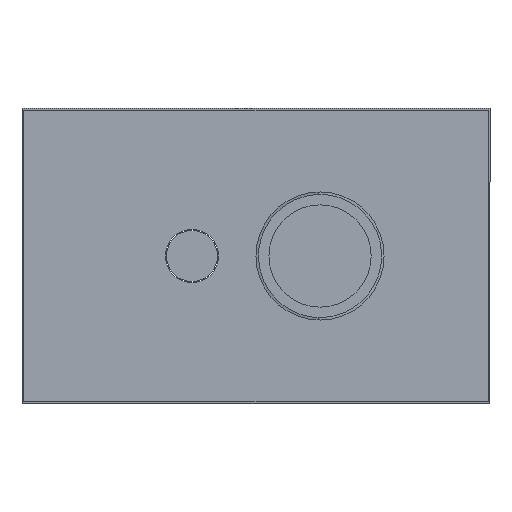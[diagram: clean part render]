
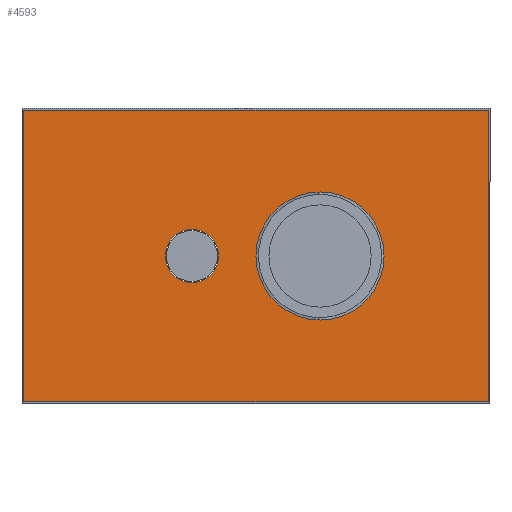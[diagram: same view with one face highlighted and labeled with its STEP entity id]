
A CAD part, left-side view. The second image highlights one B-rep face of the part: STEP entity #4593.
In plain terms, the highlighted face is planar.
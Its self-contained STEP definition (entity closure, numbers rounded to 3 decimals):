
#7 = DIRECTION ( 'NONE',  ( -1., 0., 0. ) ) ;
#29 = DIRECTION ( 'NONE',  ( 1., 0., 0. ) ) ;
#62 = DIRECTION ( 'NONE',  ( -1., 0., 0. ) ) ;
#238 = AXIS2_PLACEMENT_3D ( 'NONE', #1771, #5776, #2660 ) ;
#342 = CARTESIAN_POINT ( 'NONE',  ( 59.2, 94.2, 8.2 ) ) ;
#355 = DIRECTION ( 'NONE',  ( 0., -1., 0. ) ) ;
#367 = EDGE_LOOP ( 'NONE', ( #4322, #2009, #3586, #1568 ) ) ;
#494 = VERTEX_POINT ( 'NONE', #1719 ) ;
#781 = ORIENTED_EDGE ( 'NONE', *, *, #2839, .F. ) ;
#786 = EDGE_LOOP ( 'NONE', ( #1693, #4826 ) ) ;
#865 = VERTEX_POINT ( 'NONE', #342 ) ;
#1100 = DIRECTION ( 'NONE',  ( -1., 0., 0. ) ) ;
#1110 = CIRCLE ( 'NONE', #1253, 26. ) ;
#1253 = AXIS2_PLACEMENT_3D ( 'NONE', #1879, #4529, #62 ) ;
#1471 = VECTOR ( 'NONE', #29, 1000. ) ;
#1505 = FACE_BOUND ( 'NONE', #786, .T. ) ;
#1568 = ORIENTED_EDGE ( 'NONE', *, *, #5088, .T. ) ;
#1693 = ORIENTED_EDGE ( 'NONE', *, *, #5420, .F. ) ;
#1719 = CARTESIAN_POINT ( 'NONE',  ( 10.75, 26., 8.2 ) ) ;
#1735 = CIRCLE ( 'NONE', #3858, 10.75 ) ;
#1771 = CARTESIAN_POINT ( 'NONE',  ( 0., 26., 8.2 ) ) ;
#1790 = FACE_BOUND ( 'NONE', #2388, .T. ) ;
#1848 = CIRCLE ( 'NONE', #238, 10.75 ) ;
#1879 = CARTESIAN_POINT ( 'NONE',  ( 0., -26., 8.2 ) ) ;
#1890 = VERTEX_POINT ( 'NONE', #5017 ) ;
#1945 = EDGE_CURVE ( 'NONE', #3995, #3914, #1110, .T. ) ;
#2009 = ORIENTED_EDGE ( 'NONE', *, *, #4935, .T. ) ;
#2045 = DIRECTION ( 'NONE',  ( 0., 1., 0. ) ) ;
#2116 = CARTESIAN_POINT ( 'NONE',  ( -59.2, -94.2, 8.2 ) ) ;
#2253 = VERTEX_POINT ( 'NONE', #5166 ) ;
#2289 = LINE ( 'NONE', #3058, #4502 ) ;
#2374 = CARTESIAN_POINT ( 'NONE',  ( -59.2, 94.2, 8.2 ) ) ;
#2388 = EDGE_LOOP ( 'NONE', ( #781, #5334 ) ) ;
#2482 = CARTESIAN_POINT ( 'NONE',  ( -59.2, -94.2, 8.2 ) ) ;
#2497 = LINE ( 'NONE', #2116, #3505 ) ;
#2561 = VERTEX_POINT ( 'NONE', #2855 ) ;
#2614 = CARTESIAN_POINT ( 'NONE',  ( -59.2, -94.2, 8.2 ) ) ;
#2629 = AXIS2_PLACEMENT_3D ( 'NONE', #5375, #5392, #1100 ) ;
#2660 = DIRECTION ( 'NONE',  ( -1., 0., 0. ) ) ;
#2666 = LINE ( 'NONE', #2482, #3011 ) ;
#2839 = EDGE_CURVE ( 'NONE', #1890, #494, #1735, .T. ) ;
#2855 = CARTESIAN_POINT ( 'NONE',  ( -59.2, 94.2, 8.2 ) ) ;
#2857 = FACE_OUTER_BOUND ( 'NONE', #367, .T. ) ;
#3011 = VECTOR ( 'NONE', #2045, 1000. ) ;
#3058 = CARTESIAN_POINT ( 'NONE',  ( 59.2, -94.2, 8.2 ) ) ;
#3073 = DIRECTION ( 'NONE',  ( -1., 0., 0. ) ) ;
#3505 = VECTOR ( 'NONE', #3073, 1000. ) ;
#3586 = ORIENTED_EDGE ( 'NONE', *, *, #5769, .T. ) ;
#3858 = AXIS2_PLACEMENT_3D ( 'NONE', #3964, #4871, #7 ) ;
#3894 = LINE ( 'NONE', #2374, #1471 ) ;
#3914 = VERTEX_POINT ( 'NONE', #4600 ) ;
#3941 = CARTESIAN_POINT ( 'NONE',  ( 0., -26., 8.2 ) ) ;
#3964 = CARTESIAN_POINT ( 'NONE',  ( 0., 26., 8.2 ) ) ;
#3995 = VERTEX_POINT ( 'NONE', #4581 ) ;
#4084 = PLANE ( 'NONE',  #2629 ) ;
#4223 = EDGE_CURVE ( 'NONE', #865, #2253, #2289, .T. ) ;
#4322 = ORIENTED_EDGE ( 'NONE', *, *, #4223, .T. ) ;
#4404 = EDGE_CURVE ( 'NONE', #494, #1890, #1848, .T. ) ;
#4430 = DIRECTION ( 'NONE',  ( -1., 0., 0. ) ) ;
#4502 = VECTOR ( 'NONE', #355, 1000. ) ;
#4529 = DIRECTION ( 'NONE',  ( 0., 0., -1. ) ) ;
#4581 = CARTESIAN_POINT ( 'NONE',  ( 26., -26., 8.2 ) ) ;
#4593 = ADVANCED_FACE ( 'NONE', ( #1505, #1790, #2857 ), #4084, .T. ) ;
#4600 = CARTESIAN_POINT ( 'NONE',  ( -26., -26., 8.2 ) ) ;
#4802 = DIRECTION ( 'NONE',  ( 0., 0., -1. ) ) ;
#4826 = ORIENTED_EDGE ( 'NONE', *, *, #1945, .F. ) ;
#4871 = DIRECTION ( 'NONE',  ( 0., 0., -1. ) ) ;
#4922 = VERTEX_POINT ( 'NONE', #2614 ) ;
#4935 = EDGE_CURVE ( 'NONE', #2253, #4922, #2497, .T. ) ;
#5017 = CARTESIAN_POINT ( 'NONE',  ( -10.75, 26., 8.2 ) ) ;
#5018 = CIRCLE ( 'NONE', #5674, 26. ) ;
#5088 = EDGE_CURVE ( 'NONE', #2561, #865, #3894, .T. ) ;
#5166 = CARTESIAN_POINT ( 'NONE',  ( 59.2, -94.2, 8.2 ) ) ;
#5334 = ORIENTED_EDGE ( 'NONE', *, *, #4404, .F. ) ;
#5375 = CARTESIAN_POINT ( 'NONE',  ( 0., 0., 8.2 ) ) ;
#5392 = DIRECTION ( 'NONE',  ( 0., 0., -1. ) ) ;
#5420 = EDGE_CURVE ( 'NONE', #3914, #3995, #5018, .T. ) ;
#5674 = AXIS2_PLACEMENT_3D ( 'NONE', #3941, #4802, #4430 ) ;
#5769 = EDGE_CURVE ( 'NONE', #4922, #2561, #2666, .T. ) ;
#5776 = DIRECTION ( 'NONE',  ( 0., 0., -1. ) ) ;
